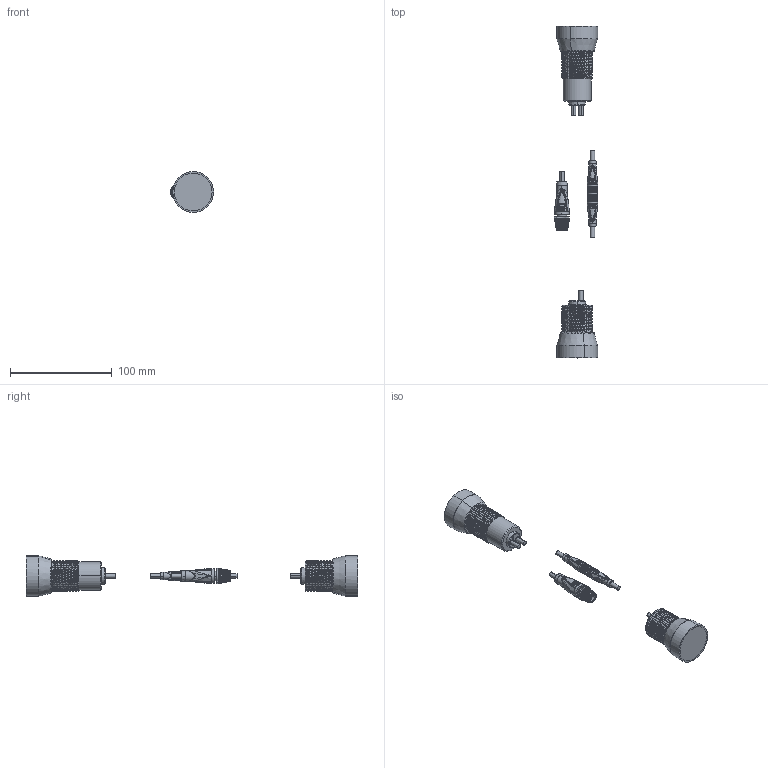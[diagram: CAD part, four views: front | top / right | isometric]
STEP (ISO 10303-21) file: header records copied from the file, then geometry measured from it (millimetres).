
FILE_DESCRIPTION((''),'2;1');
FILE_NAME('CAD-8358_ASM','2022-06-13T11:57:32',('creinig-se'),(''),'CREO PARAMETRIC BY PTC INC, 2019292','CREO PARAMETRIC BY PTC INC, 2019292','');
FILE_SCHEMA(('CONFIG_CONTROL_DESIGN','SHAPE_APPEARANCE_LAYERS_GROUPS'));
Products named in the file (6): CAD-8358_UW4000_ERMIT_SW0001; CAD1932_M8_STECKER; CAD-8358_UW4000_ERMIT_2_SW0001; CAD1931_M8_BUCHSE; CAD1923_M12_STECKER; CAD-8358_ASM
Assembly tree (5 placements, depth 2):
  CAD-8358_ASM
    CAD-8358_UW4000_ERMIT_SW0001
    CAD1932_M8_STECKER
    CAD-8358_UW4000_ERMIT_2_SW0001
    CAD1931_M8_BUCHSE
    CAD1923_M12_STECKER
Bounding box: 42.39 x 326 x 40 mm (x, y, z)
Volume: 118094.8 mm3; surface area: 28986.1 mm2
Topology: 5 solids, 5 shells, 1702 faces, 4152 edges, 2503 vertices
Faces by surface type: plane 752, cylinder 442, bspline 353, cone 75, torus 60, sphere 20
Entity records: 91197 total; most frequent: CARTESIAN_POINT 48035, ORIENTED_EDGE 8264, DIRECTION 7204, EDGE_CURVE 4132, AXIS2_PLACEMENT_3D 2838, VERTEX_POINT 2503, EDGE_LOOP 1773, FACE_OUTER_BOUND 1702
